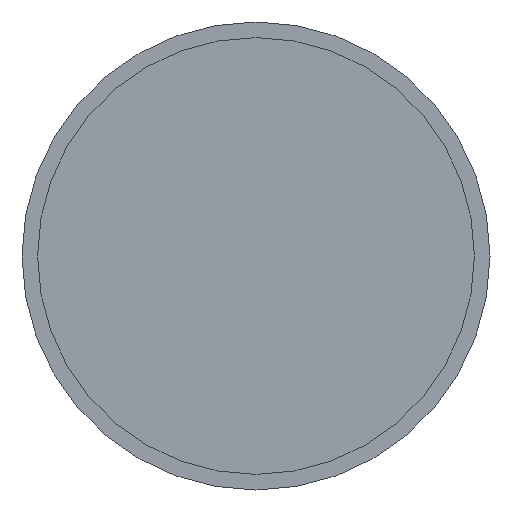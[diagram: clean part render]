
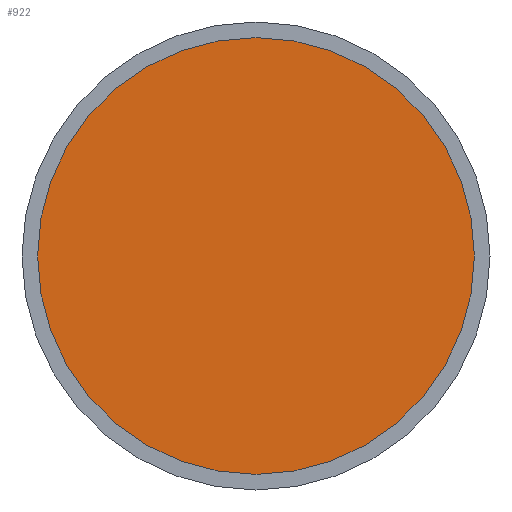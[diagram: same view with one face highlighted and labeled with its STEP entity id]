
A CAD part, front view. The second image highlights one B-rep face of the part: STEP entity #922.
In plain terms, the highlighted planar face has unit normal (0, -1, 0).
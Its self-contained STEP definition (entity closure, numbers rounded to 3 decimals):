
#78 = CIRCLE ( 'NONE', #903, 28. ) ;
#95 = DIRECTION ( 'NONE',  ( 1., 0., 0. ) ) ;
#106 = EDGE_CURVE ( 'NONE', #851, #927, #78, .T. ) ;
#176 = DIRECTION ( 'NONE',  ( -1., 0., 0. ) ) ;
#266 = EDGE_LOOP ( 'NONE', ( #1222, #730 ) ) ;
#412 = CARTESIAN_POINT ( 'NONE',  ( 0., 0., 0. ) ) ;
#478 = AXIS2_PLACEMENT_3D ( 'NONE', #1441, #1423, #95 ) ;
#548 = DIRECTION ( 'NONE',  ( 1., 0., 0. ) ) ;
#730 = ORIENTED_EDGE ( 'NONE', *, *, #999, .T. ) ;
#828 = DIRECTION ( 'NONE',  ( 0., -1., 0. ) ) ;
#851 = VERTEX_POINT ( 'NONE', #1527 ) ;
#903 = AXIS2_PLACEMENT_3D ( 'NONE', #1613, #828, #548 ) ;
#922 = ADVANCED_FACE ( 'NONE', ( #1385 ), #1075, .F. ) ;
#927 = VERTEX_POINT ( 'NONE', #944 ) ;
#944 = CARTESIAN_POINT ( 'NONE',  ( -28., 0., 0. ) ) ;
#999 = EDGE_CURVE ( 'NONE', #927, #851, #1495, .T. ) ;
#1075 = PLANE ( 'NONE',  #1179 ) ;
#1179 = AXIS2_PLACEMENT_3D ( 'NONE', #412, #1505, #176 ) ;
#1222 = ORIENTED_EDGE ( 'NONE', *, *, #106, .T. ) ;
#1385 = FACE_OUTER_BOUND ( 'NONE', #266, .T. ) ;
#1423 = DIRECTION ( 'NONE',  ( 0., -1., 0. ) ) ;
#1441 = CARTESIAN_POINT ( 'NONE',  ( 0., 0., 0. ) ) ;
#1495 = CIRCLE ( 'NONE', #478, 28. ) ;
#1505 = DIRECTION ( 'NONE',  ( 0., 1., 0. ) ) ;
#1527 = CARTESIAN_POINT ( 'NONE',  ( 28., 0., 0. ) ) ;
#1613 = CARTESIAN_POINT ( 'NONE',  ( 0., 0., 0. ) ) ;
